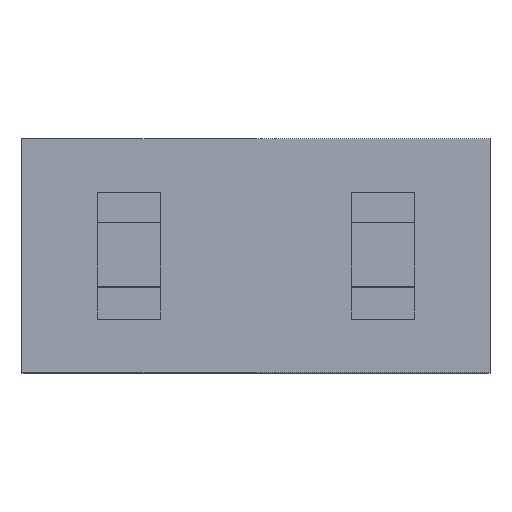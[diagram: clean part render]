
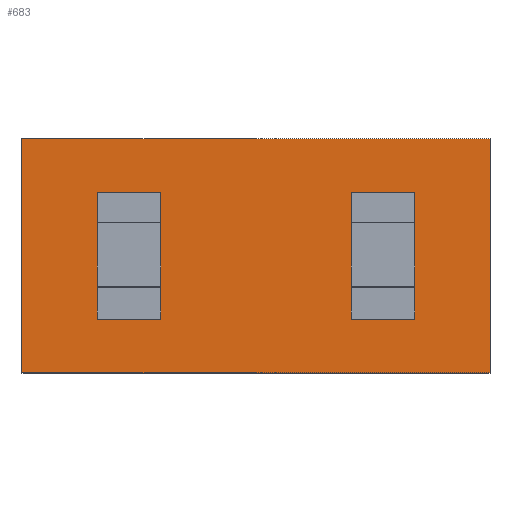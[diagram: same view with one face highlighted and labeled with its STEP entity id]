
A CAD part, top view. The second image highlights one B-rep face of the part: STEP entity #683.
In plain terms, the highlighted planar face has unit normal (0, 0, 1).
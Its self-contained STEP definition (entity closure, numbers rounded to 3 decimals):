
#72=DIRECTION('',(0.,-1.,0.));
#73=VECTOR('',#72,2.337);
#74=CARTESIAN_POINT('',(-2.337,1.168,0.));
#75=LINE('',#74,#73);
#76=DIRECTION('',(-1.,0.,0.));
#77=VECTOR('',#76,4.674);
#78=CARTESIAN_POINT('',(2.337,1.168,0.));
#79=LINE('',#78,#77);
#80=DIRECTION('',(0.,1.,0.));
#81=VECTOR('',#80,2.337);
#82=CARTESIAN_POINT('',(2.337,-1.168,0.));
#83=LINE('',#82,#81);
#84=DIRECTION('',(1.,0.,0.));
#85=VECTOR('',#84,4.674);
#86=CARTESIAN_POINT('',(-2.337,-1.168,0.));
#87=LINE('',#86,#85);
#88=DIRECTION('',(-1.,0.,0.));
#89=VECTOR('',#88,0.635);
#90=CARTESIAN_POINT('',(-0.953,-0.635,0.));
#91=LINE('',#90,#89);
#92=DIRECTION('',(-1.,0.,0.));
#93=VECTOR('',#92,0.635);
#94=CARTESIAN_POINT('',(-0.953,0.635,0.));
#95=LINE('',#94,#93);
#96=DIRECTION('',(-1.,0.,0.));
#97=VECTOR('',#96,0.635);
#98=CARTESIAN_POINT('',(1.588,-0.635,0.));
#99=LINE('',#98,#97);
#100=DIRECTION('',(-1.,0.,0.));
#101=VECTOR('',#100,0.635);
#102=CARTESIAN_POINT('',(1.588,0.635,0.));
#103=LINE('',#102,#101);
#324=DIRECTION('',(0.,1.,0.));
#325=VECTOR('',#324,1.27);
#326=CARTESIAN_POINT('',(0.953,-0.635,0.));
#327=LINE('',#326,#325);
#356=DIRECTION('',(0.,-1.,0.));
#357=VECTOR('',#356,1.27);
#358=CARTESIAN_POINT('',(1.588,0.635,0.));
#359=LINE('',#358,#357);
#448=DIRECTION('',(0.,1.,0.));
#449=VECTOR('',#448,1.27);
#450=CARTESIAN_POINT('',(-1.588,-0.635,0.));
#451=LINE('',#450,#449);
#480=DIRECTION('',(0.,-1.,0.));
#481=VECTOR('',#480,1.27);
#482=CARTESIAN_POINT('',(-0.953,0.635,0.));
#483=LINE('',#482,#481);
#504=CARTESIAN_POINT('',(-2.337,1.168,0.));
#505=CARTESIAN_POINT('',(-2.337,-1.168,0.));
#506=VERTEX_POINT('',#504);
#507=VERTEX_POINT('',#505);
#508=CARTESIAN_POINT('',(2.337,-1.168,0.));
#509=VERTEX_POINT('',#508);
#510=CARTESIAN_POINT('',(2.337,1.168,0.));
#511=VERTEX_POINT('',#510);
#608=CARTESIAN_POINT('',(-0.953,-0.635,0.));
#609=CARTESIAN_POINT('',(-1.588,-0.635,0.));
#610=VERTEX_POINT('',#608);
#611=VERTEX_POINT('',#609);
#612=CARTESIAN_POINT('',(-0.953,0.635,0.));
#613=CARTESIAN_POINT('',(-1.588,0.635,0.));
#614=VERTEX_POINT('',#612);
#615=VERTEX_POINT('',#613);
#632=CARTESIAN_POINT('',(1.588,-0.635,0.));
#633=CARTESIAN_POINT('',(0.953,-0.635,0.));
#634=VERTEX_POINT('',#632);
#635=VERTEX_POINT('',#633);
#636=CARTESIAN_POINT('',(1.588,0.635,0.));
#637=CARTESIAN_POINT('',(0.953,0.635,0.));
#638=VERTEX_POINT('',#636);
#639=VERTEX_POINT('',#637);
#648=CARTESIAN_POINT('',(0.,0.,0.));
#649=DIRECTION('',(0.,0.,1.));
#650=DIRECTION('',(1.,0.,0.));
#651=AXIS2_PLACEMENT_3D('',#648,#649,#650);
#652=PLANE('',#651);
#654=ORIENTED_EDGE('',*,*,#653,.F.);
#656=ORIENTED_EDGE('',*,*,#655,.F.);
#658=ORIENTED_EDGE('',*,*,#657,.F.);
#660=ORIENTED_EDGE('',*,*,#659,.F.);
#661=EDGE_LOOP('',(#654,#656,#658,#660));
#662=FACE_OUTER_BOUND('',#661,.F.);
#664=ORIENTED_EDGE('',*,*,#663,.F.);
#666=ORIENTED_EDGE('',*,*,#665,.F.);
#668=ORIENTED_EDGE('',*,*,#667,.F.);
#670=ORIENTED_EDGE('',*,*,#669,.T.);
#671=EDGE_LOOP('',(#664,#666,#668,#670));
#672=FACE_BOUND('',#671,.F.);
#674=ORIENTED_EDGE('',*,*,#673,.F.);
#676=ORIENTED_EDGE('',*,*,#675,.F.);
#678=ORIENTED_EDGE('',*,*,#677,.F.);
#680=ORIENTED_EDGE('',*,*,#679,.T.);
#681=EDGE_LOOP('',(#674,#676,#678,#680));
#682=FACE_BOUND('',#681,.F.);
#683=ADVANCED_FACE('',(#662,#672,#682),#652,.T.);
#653=EDGE_CURVE('',#506,#507,#75,.T.);
#655=EDGE_CURVE('',#511,#506,#79,.T.);
#657=EDGE_CURVE('',#509,#511,#83,.T.);
#659=EDGE_CURVE('',#507,#509,#87,.T.);
#663=EDGE_CURVE('',#611,#615,#451,.T.);
#665=EDGE_CURVE('',#610,#611,#91,.T.);
#667=EDGE_CURVE('',#614,#610,#483,.T.);
#669=EDGE_CURVE('',#614,#615,#95,.T.);
#673=EDGE_CURVE('',#635,#639,#327,.T.);
#675=EDGE_CURVE('',#634,#635,#99,.T.);
#677=EDGE_CURVE('',#638,#634,#359,.T.);
#679=EDGE_CURVE('',#638,#639,#103,.T.);
